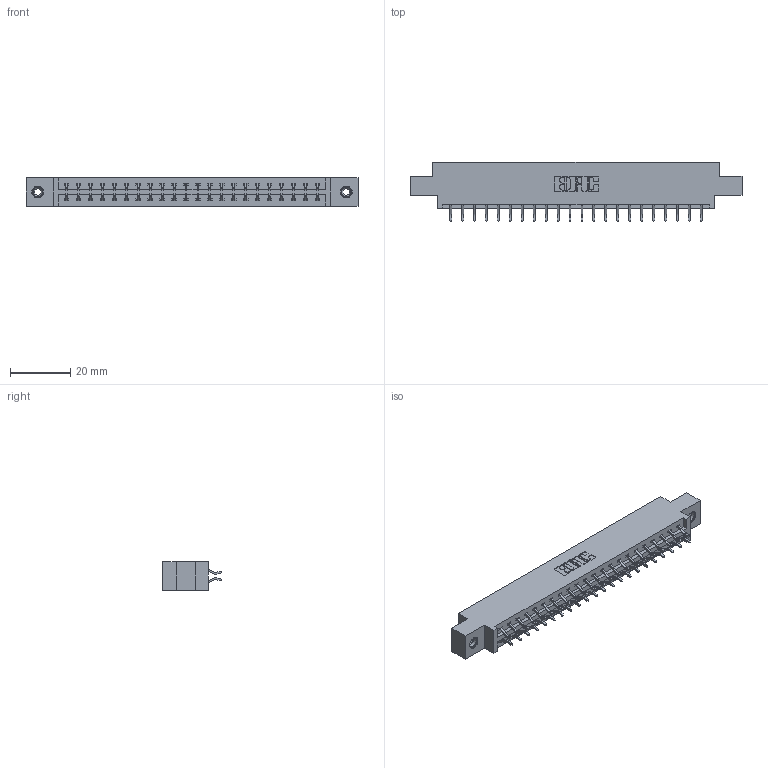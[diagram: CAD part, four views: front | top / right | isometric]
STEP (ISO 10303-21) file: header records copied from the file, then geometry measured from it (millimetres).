
FILE_DESCRIPTION (( 'STEP AP203' ), '1' );
FILE_NAME ('337-044-556-808.STEP', '2018-08-09T05:56:20', ( '' ), ( '' ), 'SwSTEP 2.0', 'SolidWorks 2016', '' );
FILE_SCHEMA (( 'CONFIG_CONTROL_DESIGN' ));
Length unit declared in the file: inch
Products named in the file (4): 337 Part_0.170 Offset - 0.156 Dia-TI; 345-292-001_556 Tail; 345-250-001_345-250-003-102; 337-044-556-808
Assembly tree (47 placements, depth 2):
  337-044-556-808
    337 Part_0.170 Offset - 0.156 Dia-TI
    345-292-001_556 Tail  x44
    345-250-001_345-250-003-102  x2
Bounding box: 110.19 x 19.57 x 9.4 mm (x, y, z)
Volume: 11220.2 mm3; surface area: 12575.5 mm2
Topology: 47 solids, 47 shells, 2818 faces, 8335 edges, 5490 vertices
Faces by surface type: plane 1954, cylinder 848, cone 12, torus 4
Entity records: 21182 total; most frequent: CARTESIAN_POINT 3581, ORIENTED_EDGE 3498, DIRECTION 3103, EDGE_CURVE 1749, VECTOR 1593, LINE 1593, VERTEX_POINT 1160, AXIS2_PLACEMENT_3D 755
